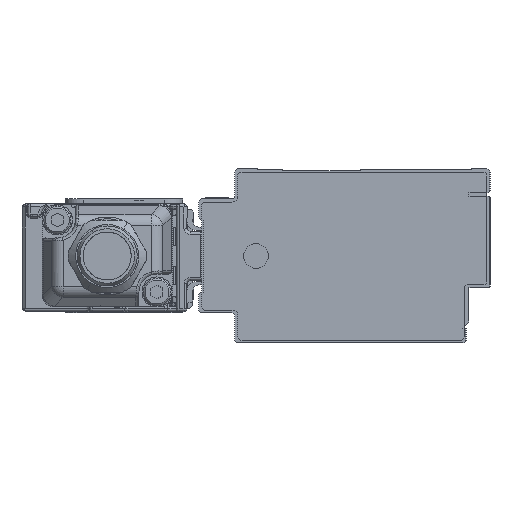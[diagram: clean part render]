
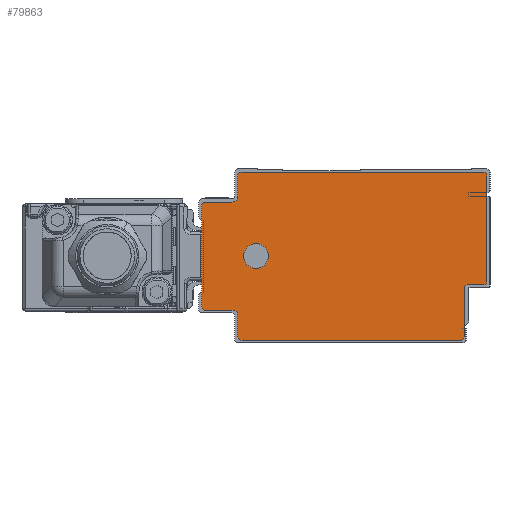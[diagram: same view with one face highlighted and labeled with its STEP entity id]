
A CAD part, left-side view. The second image highlights one B-rep face of the part: STEP entity #79863.
In plain terms, the highlighted planar face has unit normal (-1, 0, 0).
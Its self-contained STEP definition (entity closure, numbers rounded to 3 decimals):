
#78357=AXIS2_PLACEMENT_3D('Circle Axis2P3D',#78355,#78356,$) ;
#78395=AXIS2_PLACEMENT_3D('Circle Axis2P3D',#78393,#78394,$) ;
#78433=AXIS2_PLACEMENT_3D('Circle Axis2P3D',#78431,#78432,$) ;
#78471=AXIS2_PLACEMENT_3D('Circle Axis2P3D',#78469,#78470,$) ;
#79733=AXIS2_PLACEMENT_3D('Circle Axis2P3D',#79731,#79732,$) ;
#79753=AXIS2_PLACEMENT_3D('Plane Axis2P3D',#79750,#79751,#79752) ;
#79757=AXIS2_PLACEMENT_3D('Circle Axis2P3D',#79755,#79756,$) ;
#79771=AXIS2_PLACEMENT_3D('Circle Axis2P3D',#79769,#79770,$) ;
#79785=AXIS2_PLACEMENT_3D('Circle Axis2P3D',#79783,#79784,$) ;
#79799=AXIS2_PLACEMENT_3D('Circle Axis2P3D',#79797,#79798,$) ;
#79813=AXIS2_PLACEMENT_3D('Circle Axis2P3D',#79811,#79812,$) ;
#79847=AXIS2_PLACEMENT_3D('Circle Axis2P3D',#79845,#79846,$) ;
#79856=AXIS2_PLACEMENT_3D('Circle Axis2P3D',#79854,#79855,$) ;
#78313=CARTESIAN_POINT('Line Origine',(-775.5,-3.5,19.1)) ;
#78317=CARTESIAN_POINT('Vertex',(-775.5,-3.5,28.)) ;
#78319=CARTESIAN_POINT('Vertex',(-775.5,-3.5,10.2)) ;
#78355=CARTESIAN_POINT('Axis2P3D Location',(-775.5,-3.,28.)) ;
#78359=CARTESIAN_POINT('Vertex',(-775.5,-3.,28.5)) ;
#78374=CARTESIAN_POINT('Line Origine',(-775.5,17.25,28.5)) ;
#78378=CARTESIAN_POINT('Vertex',(-775.5,37.5,28.5)) ;
#78393=CARTESIAN_POINT('Axis2P3D Location',(-775.5,37.5,28.)) ;
#78397=CARTESIAN_POINT('Vertex',(-775.5,38.,28.)) ;
#78412=CARTESIAN_POINT('Line Origine',(-775.5,38.,26.25)) ;
#78416=CARTESIAN_POINT('Vertex',(-775.5,38.,24.5)) ;
#78431=CARTESIAN_POINT('Axis2P3D Location',(-775.5,39.,24.5)) ;
#78435=CARTESIAN_POINT('Vertex',(-775.5,39.,23.5)) ;
#78450=CARTESIAN_POINT('Line Origine',(-775.5,41.25,23.5)) ;
#78454=CARTESIAN_POINT('Vertex',(-775.5,43.5,23.5)) ;
#78469=CARTESIAN_POINT('Axis2P3D Location',(-775.5,43.5,23.)) ;
#78473=CARTESIAN_POINT('Vertex',(-775.5,44.,23.)) ;
#78488=CARTESIAN_POINT('Line Origine',(-775.5,44.,14.5)) ;
#78492=CARTESIAN_POINT('Vertex',(-775.5,44.,6.)) ;
#79731=CARTESIAN_POINT('Axis2P3D Location',(-775.5,-3.,10.2)) ;
#79735=CARTESIAN_POINT('Vertex',(-775.5,-3.,9.7)) ;
#79750=CARTESIAN_POINT('Axis2P3D Location',(-775.5,0.,0.)) ;
#79755=CARTESIAN_POINT('Axis2P3D Location',(-775.5,43.5,6.)) ;
#79759=CARTESIAN_POINT('Vertex',(-775.5,43.5,5.5)) ;
#79762=CARTESIAN_POINT('Line Origine',(-775.5,41.25,5.5)) ;
#79766=CARTESIAN_POINT('Vertex',(-775.5,39.,5.5)) ;
#79769=CARTESIAN_POINT('Axis2P3D Location',(-775.5,39.,4.5)) ;
#79773=CARTESIAN_POINT('Vertex',(-775.5,38.,4.5)) ;
#79776=CARTESIAN_POINT('Line Origine',(-775.5,38.,2.75)) ;
#79780=CARTESIAN_POINT('Vertex',(-775.5,38.,1.)) ;
#79783=CARTESIAN_POINT('Axis2P3D Location',(-775.5,37.5,1.)) ;
#79787=CARTESIAN_POINT('Vertex',(-775.5,37.5,0.5)) ;
#79790=CARTESIAN_POINT('Line Origine',(-775.5,19.15,0.5)) ;
#79794=CARTESIAN_POINT('Vertex',(-775.5,0.8,0.5)) ;
#79797=CARTESIAN_POINT('Axis2P3D Location',(-775.5,0.8,1.)) ;
#79801=CARTESIAN_POINT('Vertex',(-775.5,0.3,1.)) ;
#79804=CARTESIAN_POINT('Line Origine',(-775.5,0.3,5.1)) ;
#79808=CARTESIAN_POINT('Vertex',(-775.5,0.3,9.2)) ;
#79811=CARTESIAN_POINT('Axis2P3D Location',(-775.5,-0.2,9.2)) ;
#79815=CARTESIAN_POINT('Vertex',(-775.5,-0.2,9.7)) ;
#79818=CARTESIAN_POINT('Line Origine',(-775.5,-1.6,9.7)) ;
#79845=CARTESIAN_POINT('Axis2P3D Location',(-775.5,35.,14.5)) ;
#79849=CARTESIAN_POINT('Vertex',(-775.5,33.186,13.509)) ;
#79851=CARTESIAN_POINT('Vertex',(-775.5,36.814,15.491)) ;
#79854=CARTESIAN_POINT('Axis2P3D Location',(-775.5,35.,14.5)) ;
#78314=DIRECTION('Vector Direction',(0.,0.,-1.)) ;
#78356=DIRECTION('Axis2P3D Direction',(1.,0.,0.)) ;
#78375=DIRECTION('Vector Direction',(0.,1.,0.)) ;
#78394=DIRECTION('Axis2P3D Direction',(1.,0.,0.)) ;
#78413=DIRECTION('Vector Direction',(0.,0.,1.)) ;
#78432=DIRECTION('Axis2P3D Direction',(1.,0.,0.)) ;
#78451=DIRECTION('Vector Direction',(0.,1.,0.)) ;
#78470=DIRECTION('Axis2P3D Direction',(1.,0.,0.)) ;
#78489=DIRECTION('Vector Direction',(0.,0.,1.)) ;
#79732=DIRECTION('Axis2P3D Direction',(1.,0.,0.)) ;
#79751=DIRECTION('Axis2P3D Direction',(1.,0.,0.)) ;
#79752=DIRECTION('Axis2P3D XDirection',(0.,1.,0.)) ;
#79756=DIRECTION('Axis2P3D Direction',(1.,0.,0.)) ;
#79763=DIRECTION('Vector Direction',(0.,-1.,0.)) ;
#79770=DIRECTION('Axis2P3D Direction',(1.,0.,0.)) ;
#79777=DIRECTION('Vector Direction',(0.,0.,1.)) ;
#79784=DIRECTION('Axis2P3D Direction',(1.,0.,0.)) ;
#79791=DIRECTION('Vector Direction',(0.,-1.,0.)) ;
#79798=DIRECTION('Axis2P3D Direction',(1.,0.,0.)) ;
#79805=DIRECTION('Vector Direction',(0.,0.,-1.)) ;
#79812=DIRECTION('Axis2P3D Direction',(1.,0.,0.)) ;
#79819=DIRECTION('Vector Direction',(0.,1.,0.)) ;
#79846=DIRECTION('Axis2P3D Direction',(1.,0.,0.)) ;
#79855=DIRECTION('Axis2P3D Direction',(1.,0.,0.)) ;
#78315=VECTOR('Line Direction',#78314,1.) ;
#78376=VECTOR('Line Direction',#78375,1.) ;
#78414=VECTOR('Line Direction',#78413,1.) ;
#78452=VECTOR('Line Direction',#78451,1.) ;
#78490=VECTOR('Line Direction',#78489,1.) ;
#79764=VECTOR('Line Direction',#79763,1.) ;
#79778=VECTOR('Line Direction',#79777,1.) ;
#79792=VECTOR('Line Direction',#79791,1.) ;
#79806=VECTOR('Line Direction',#79805,1.) ;
#79820=VECTOR('Line Direction',#79819,1.) ;
#79824=ORIENTED_EDGE('',*,*,#78380,.F.) ;
#79825=ORIENTED_EDGE('',*,*,#78399,.F.) ;
#79826=ORIENTED_EDGE('',*,*,#78418,.F.) ;
#79827=ORIENTED_EDGE('',*,*,#78437,.F.) ;
#79828=ORIENTED_EDGE('',*,*,#78456,.F.) ;
#79829=ORIENTED_EDGE('',*,*,#78475,.F.) ;
#79830=ORIENTED_EDGE('',*,*,#78494,.F.) ;
#79831=ORIENTED_EDGE('',*,*,#79761,.F.) ;
#79832=ORIENTED_EDGE('',*,*,#79768,.F.) ;
#79833=ORIENTED_EDGE('',*,*,#79775,.F.) ;
#79834=ORIENTED_EDGE('',*,*,#79782,.F.) ;
#79835=ORIENTED_EDGE('',*,*,#79789,.F.) ;
#79836=ORIENTED_EDGE('',*,*,#79796,.F.) ;
#79837=ORIENTED_EDGE('',*,*,#79803,.F.) ;
#79838=ORIENTED_EDGE('',*,*,#79810,.F.) ;
#79839=ORIENTED_EDGE('',*,*,#79817,.F.) ;
#79840=ORIENTED_EDGE('',*,*,#79822,.F.) ;
#79841=ORIENTED_EDGE('',*,*,#79737,.F.) ;
#79842=ORIENTED_EDGE('',*,*,#78321,.F.) ;
#79843=ORIENTED_EDGE('',*,*,#78361,.F.) ;
#79860=ORIENTED_EDGE('',*,*,#79853,.T.) ;
#79861=ORIENTED_EDGE('',*,*,#79858,.T.) ;
#79862=FACE_BOUND('',#79859,.T.) ;
#79863=ADVANCED_FACE('\X2\FF8EFF9EFF83FF9EFF68FF70\X0\.2',(#79844,#79862),#79754,.F.) ;
#78358=CIRCLE('generated circle',#78357,0.5) ;
#78396=CIRCLE('generated circle',#78395,0.5) ;
#78434=CIRCLE('generated circle',#78433,1.) ;
#78472=CIRCLE('generated circle',#78471,0.5) ;
#79734=CIRCLE('generated circle',#79733,0.5) ;
#79758=CIRCLE('generated circle',#79757,0.5) ;
#79772=CIRCLE('generated circle',#79771,1.) ;
#79786=CIRCLE('generated circle',#79785,0.5) ;
#79800=CIRCLE('generated circle',#79799,0.5) ;
#79814=CIRCLE('generated circle',#79813,0.5) ;
#79848=CIRCLE('generated circle',#79847,2.067) ;
#79857=CIRCLE('generated circle',#79856,2.067) ;
#78321=EDGE_CURVE('',#78318,#78320,#78316,.T.) ;
#78361=EDGE_CURVE('',#78360,#78318,#78358,.T.) ;
#78380=EDGE_CURVE('',#78379,#78360,#78377,.F.) ;
#78399=EDGE_CURVE('',#78398,#78379,#78396,.T.) ;
#78418=EDGE_CURVE('',#78417,#78398,#78415,.T.) ;
#78437=EDGE_CURVE('',#78436,#78417,#78434,.F.) ;
#78456=EDGE_CURVE('',#78455,#78436,#78453,.F.) ;
#78475=EDGE_CURVE('',#78474,#78455,#78472,.T.) ;
#78494=EDGE_CURVE('',#78493,#78474,#78491,.T.) ;
#79737=EDGE_CURVE('',#78320,#79736,#79734,.T.) ;
#79761=EDGE_CURVE('',#79760,#78493,#79758,.T.) ;
#79768=EDGE_CURVE('',#79767,#79760,#79765,.F.) ;
#79775=EDGE_CURVE('',#79774,#79767,#79772,.F.) ;
#79782=EDGE_CURVE('',#79781,#79774,#79779,.T.) ;
#79789=EDGE_CURVE('',#79788,#79781,#79786,.T.) ;
#79796=EDGE_CURVE('',#79795,#79788,#79793,.F.) ;
#79803=EDGE_CURVE('',#79802,#79795,#79800,.T.) ;
#79810=EDGE_CURVE('',#79809,#79802,#79807,.T.) ;
#79817=EDGE_CURVE('',#79816,#79809,#79814,.F.) ;
#79822=EDGE_CURVE('',#79736,#79816,#79821,.T.) ;
#79853=EDGE_CURVE('',#79850,#79852,#79848,.T.) ;
#79858=EDGE_CURVE('',#79852,#79850,#79857,.T.) ;
#79823=EDGE_LOOP('',(#79824,#79825,#79826,#79827,#79828,#79829,#79830,#79831,#79832,#79833,#79834,#79835,#79836,#79837,#79838,#79839,#79840,#79841,#79842,#79843)) ;
#79859=EDGE_LOOP('',(#79860,#79861)) ;
#79844=FACE_OUTER_BOUND('',#79823,.T.) ;
#78316=LINE('Line',#78313,#78315) ;
#78377=LINE('Line',#78374,#78376) ;
#78415=LINE('Line',#78412,#78414) ;
#78453=LINE('Line',#78450,#78452) ;
#78491=LINE('Line',#78488,#78490) ;
#79765=LINE('Line',#79762,#79764) ;
#79779=LINE('Line',#79776,#79778) ;
#79793=LINE('Line',#79790,#79792) ;
#79807=LINE('Line',#79804,#79806) ;
#79821=LINE('Line',#79818,#79820) ;
#79754=PLANE('Plane',#79753) ;
#78318=VERTEX_POINT('',#78317) ;
#78320=VERTEX_POINT('',#78319) ;
#78360=VERTEX_POINT('',#78359) ;
#78379=VERTEX_POINT('',#78378) ;
#78398=VERTEX_POINT('',#78397) ;
#78417=VERTEX_POINT('',#78416) ;
#78436=VERTEX_POINT('',#78435) ;
#78455=VERTEX_POINT('',#78454) ;
#78474=VERTEX_POINT('',#78473) ;
#78493=VERTEX_POINT('',#78492) ;
#79736=VERTEX_POINT('',#79735) ;
#79760=VERTEX_POINT('',#79759) ;
#79767=VERTEX_POINT('',#79766) ;
#79774=VERTEX_POINT('',#79773) ;
#79781=VERTEX_POINT('',#79780) ;
#79788=VERTEX_POINT('',#79787) ;
#79795=VERTEX_POINT('',#79794) ;
#79802=VERTEX_POINT('',#79801) ;
#79809=VERTEX_POINT('',#79808) ;
#79816=VERTEX_POINT('',#79815) ;
#79850=VERTEX_POINT('',#79849) ;
#79852=VERTEX_POINT('',#79851) ;
